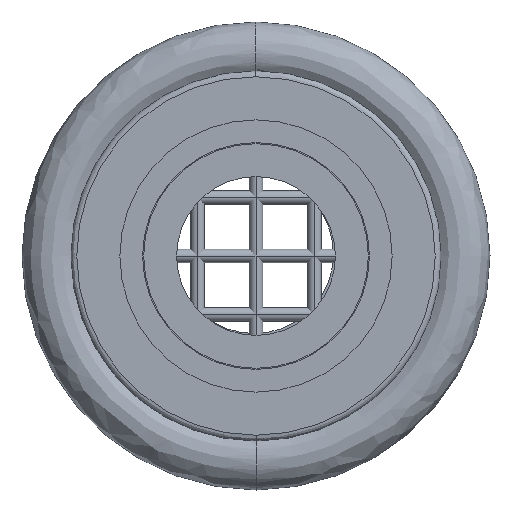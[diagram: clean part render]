
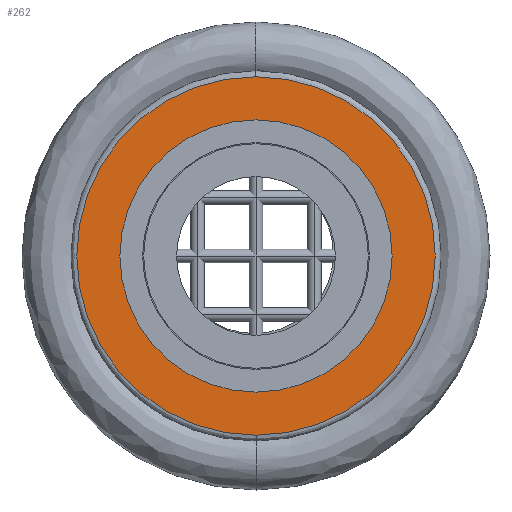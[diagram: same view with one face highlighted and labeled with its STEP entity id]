
A CAD part, left-side view. The second image highlights one B-rep face of the part: STEP entity #262.
In plain terms, the highlighted planar face has unit normal (-1, 0, 0).
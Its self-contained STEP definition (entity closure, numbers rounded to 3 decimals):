
#262=ADVANCED_FACE('',(#334,#335),#333,.T.);
#333=PLANE('',#738);
#334=FACE_OUTER_BOUND('',#739,.T.);
#335=FACE_BOUND('',#740,.T.);
#735=CARTESIAN_POINT('',(-1.95,-16.42,-18.17));
#736=DIRECTION('',(-1.,0.,0.));
#737=DIRECTION('',(0.,0.,1.));
#738=AXIS2_PLACEMENT_3D('',#735,#736,#737);
#739=EDGE_LOOP('',(#1131,#1132));
#740=EDGE_LOOP('',(#1133,#1134));
#1131=ORIENTED_EDGE('',*,*,#1287,.T.);
#1132=ORIENTED_EDGE('',*,*,#1288,.T.);
#1133=ORIENTED_EDGE('',*,*,#1289,.F.);
#1134=ORIENTED_EDGE('',*,*,#1290,.F.);
#1287=EDGE_CURVE('',#1437,#1438,#1439,.T.);
#1288=EDGE_CURVE('',#1438,#1437,#1445,.T.);
#1289=EDGE_CURVE('',#1451,#1452,#1453,.T.);
#1290=EDGE_CURVE('',#1452,#1451,#1459,.T.);
#1437=VERTEX_POINT('',#1929);
#1438=VERTEX_POINT('',#1930);
#1439=CIRCLE('',#1934,7.9);
#1445=CIRCLE('',#1938,7.9);
#1451=VERTEX_POINT('',#1939);
#1452=VERTEX_POINT('',#1940);
#1453=CIRCLE('',#1944,6.);
#1459=CIRCLE('',#1948,6.);
#1929=CARTESIAN_POINT('',(-1.95,0.,7.9));
#1930=CARTESIAN_POINT('',(-1.95,0.,-7.9));
#1931=CARTESIAN_POINT('',(-1.95,0.,0.));
#1932=DIRECTION('',(-1.,0.,0.));
#1933=DIRECTION('',(0.,0.,1.));
#1934=AXIS2_PLACEMENT_3D('',#1931,#1932,#1933);
#1935=CARTESIAN_POINT('',(-1.95,0.,0.));
#1936=DIRECTION('',(-1.,0.,0.));
#1937=DIRECTION('',(0.,0.,1.));
#1938=AXIS2_PLACEMENT_3D('',#1935,#1936,#1937);
#1939=CARTESIAN_POINT('',(-1.95,0.,-6.));
#1940=CARTESIAN_POINT('',(-1.95,0.,6.));
#1941=CARTESIAN_POINT('',(-1.95,0.,0.));
#1942=DIRECTION('',(-1.,0.,0.));
#1943=DIRECTION('',(0.,0.,1.));
#1944=AXIS2_PLACEMENT_3D('',#1941,#1942,#1943);
#1945=CARTESIAN_POINT('',(-1.95,0.,0.));
#1946=DIRECTION('',(-1.,0.,0.));
#1947=DIRECTION('',(0.,0.,1.));
#1948=AXIS2_PLACEMENT_3D('',#1945,#1946,#1947);
